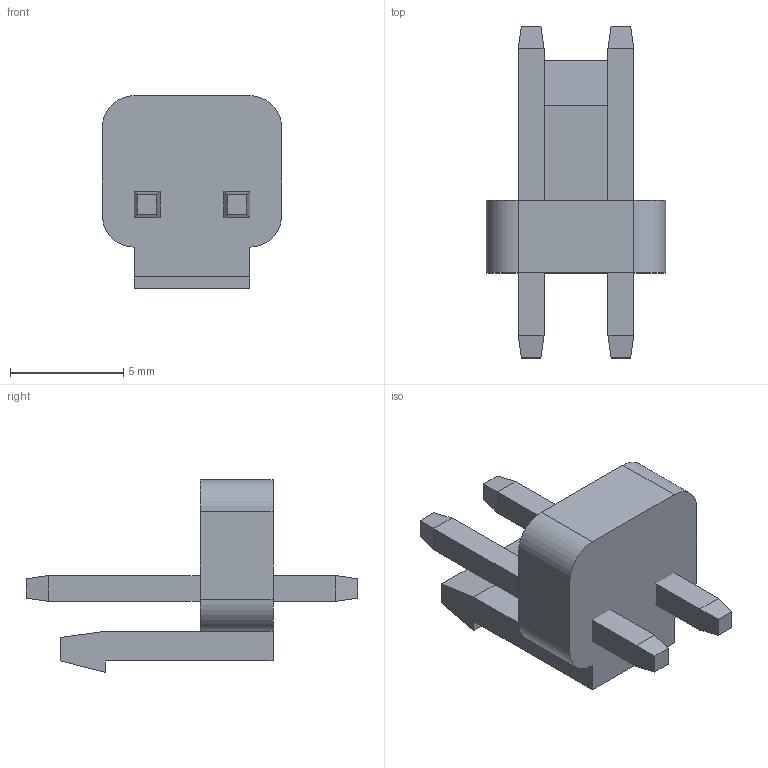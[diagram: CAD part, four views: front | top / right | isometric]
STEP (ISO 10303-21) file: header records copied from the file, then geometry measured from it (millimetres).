
FILE_DESCRIPTION(('FreeCAD Model'),'2;1');
FILE_NAME('Open CASCADE Shape Model','2025-12-10T15:48:16',(''),(''), 'Open CASCADE STEP processor 7.8','FreeCAD','Unknown');
FILE_SCHEMA(('AUTOMOTIVE_DESIGN { 1 0 10303 214 1 1 1 1 }'));
Length unit declared in the file: millimetre
Products named in the file (4): 03214C7B-FFBE-4E35-AE76-84AE152D1C069; 03214C7B-FFBE-4E35-AE76-84AE152D1C66; 03214C7B-FFBE-4E35-AE76-84AE152D1C067; 03214C7B-FFBE-4E35-AE76-84AE152D1C068
Assembly tree (3 placements, depth 2):
  03214C7B-FFBE-4E35-AE76-84AE152D1C069
    03214C7B-FFBE-4E35-AE76-84AE152D1C66
    03214C7B-FFBE-4E35-AE76-84AE152D1C067
    03214C7B-FFBE-4E35-AE76-84AE152D1C068
Bounding box: 7.92 x 14.65 x 8.5 mm (x, y, z)
Volume: 265 mm3; surface area: 426 mm2
Topology: 3 solids, 3 shells, 45 faces, 99 edges, 60 vertices
Faces by surface type: plane 41, cylinder 4
Entity records: 1290 total; most frequent: CARTESIAN_POINT 208, DIRECTION 205, ORIENTED_EDGE 198, EDGE_CURVE 99, LINE 91, VECTOR 91, VERTEX_POINT 60, AXIS2_PLACEMENT_3D 57
